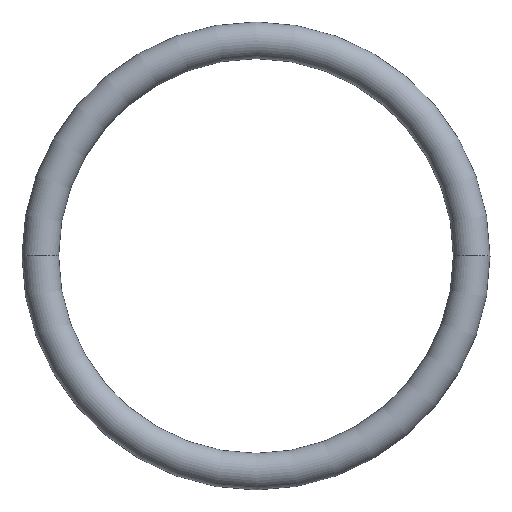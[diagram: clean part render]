
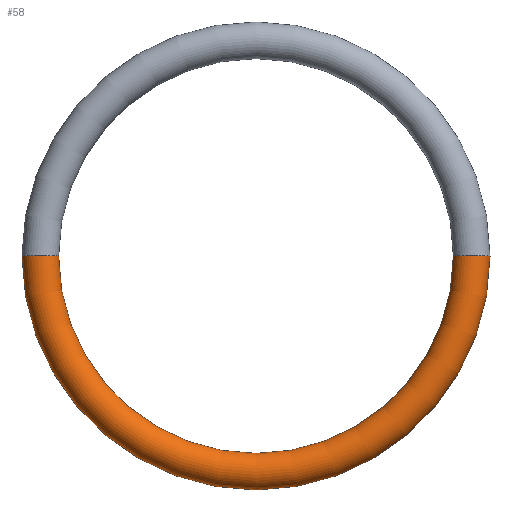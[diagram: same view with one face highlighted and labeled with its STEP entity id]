
A CAD part, top view. The second image highlights one B-rep face of the part: STEP entity #58.
In plain terms, the highlighted toroidal (fillet/blend) face has major radius 15.3 mm and minor radius 1.3 mm.
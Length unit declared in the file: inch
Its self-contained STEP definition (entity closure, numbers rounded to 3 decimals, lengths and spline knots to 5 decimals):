
#3 = TOROIDAL_SURFACE ( 'NONE', #101, 0.60236, 0.05118 ) ;
#5 = ORIENTED_EDGE ( 'NONE', *, *, #145, .F. ) ;
#12 = AXIS2_PLACEMENT_3D ( 'NONE', #104, #50, #135 ) ;
#16 = CARTESIAN_POINT ( 'NONE',  ( 0.55118, 0., 0. ) ) ;
#20 = CARTESIAN_POINT ( 'NONE',  ( 0., 0., 0. ) ) ;
#23 = FACE_OUTER_BOUND ( 'NONE', #115, .T. ) ;
#37 = CARTESIAN_POINT ( 'NONE',  ( -0.60236, 0., 0. ) ) ;
#40 = DIRECTION ( 'NONE',  ( 1., 0., 0. ) ) ;
#50 = DIRECTION ( 'NONE',  ( 0., -1., 0. ) ) ;
#57 = CIRCLE ( 'NONE', #12, 0.05118 ) ;
#58 = ADVANCED_FACE ( 'NONE', ( #23 ), #3, .T. ) ;
#59 = ORIENTED_EDGE ( 'NONE', *, *, #151, .T. ) ;
#66 = DIRECTION ( 'NONE',  ( 1., 0., 0. ) ) ;
#70 = VERTEX_POINT ( 'NONE', #122 ) ;
#72 = EDGE_CURVE ( 'NONE', #85, #70, #119, .T. ) ;
#73 = DIRECTION ( 'NONE',  ( -1., 0., 0. ) ) ;
#74 = ORIENTED_EDGE ( 'NONE', *, *, #126, .F. ) ;
#85 = VERTEX_POINT ( 'NONE', #140 ) ;
#87 = AXIS2_PLACEMENT_3D ( 'NONE', #97, #110, #40 ) ;
#88 = VERTEX_POINT ( 'NONE', #16 ) ;
#92 = DIRECTION ( 'NONE',  ( 1., 0., 0. ) ) ;
#97 = CARTESIAN_POINT ( 'NONE',  ( 0., 0., 0. ) ) ;
#101 = AXIS2_PLACEMENT_3D ( 'NONE', #165, #105, #92 ) ;
#104 = CARTESIAN_POINT ( 'NONE',  ( 0.60236, 0., 0. ) ) ;
#105 = DIRECTION ( 'NONE',  ( 0., 0., 1. ) ) ;
#108 = DIRECTION ( 'NONE',  ( 0., 0., 1. ) ) ;
#110 = DIRECTION ( 'NONE',  ( 0., 0., 1. ) ) ;
#112 = CARTESIAN_POINT ( 'NONE',  ( -0.55118, 0., 0. ) ) ;
#113 = AXIS2_PLACEMENT_3D ( 'NONE', #37, #161, #73 ) ;
#115 = EDGE_LOOP ( 'NONE', ( #74, #131, #59, #5 ) ) ;
#119 = CIRCLE ( 'NONE', #87, 0.65354 ) ;
#120 = VERTEX_POINT ( 'NONE', #112 ) ;
#122 = CARTESIAN_POINT ( 'NONE',  ( 0.65354, 0., 0. ) ) ;
#126 = EDGE_CURVE ( 'NONE', #85, #120, #138, .T. ) ;
#128 = CIRCLE ( 'NONE', #156, 0.55118 ) ;
#131 = ORIENTED_EDGE ( 'NONE', *, *, #72, .T. ) ;
#135 = DIRECTION ( 'NONE',  ( 0., 0., -1. ) ) ;
#138 = CIRCLE ( 'NONE', #113, 0.05118 ) ;
#140 = CARTESIAN_POINT ( 'NONE',  ( -0.65354, 0., 0. ) ) ;
#145 = EDGE_CURVE ( 'NONE', #120, #88, #128, .T. ) ;
#151 = EDGE_CURVE ( 'NONE', #70, #88, #57, .T. ) ;
#156 = AXIS2_PLACEMENT_3D ( 'NONE', #20, #108, #66 ) ;
#161 = DIRECTION ( 'NONE',  ( 0., 1., 0. ) ) ;
#165 = CARTESIAN_POINT ( 'NONE',  ( 0., 0., 0. ) ) ;
